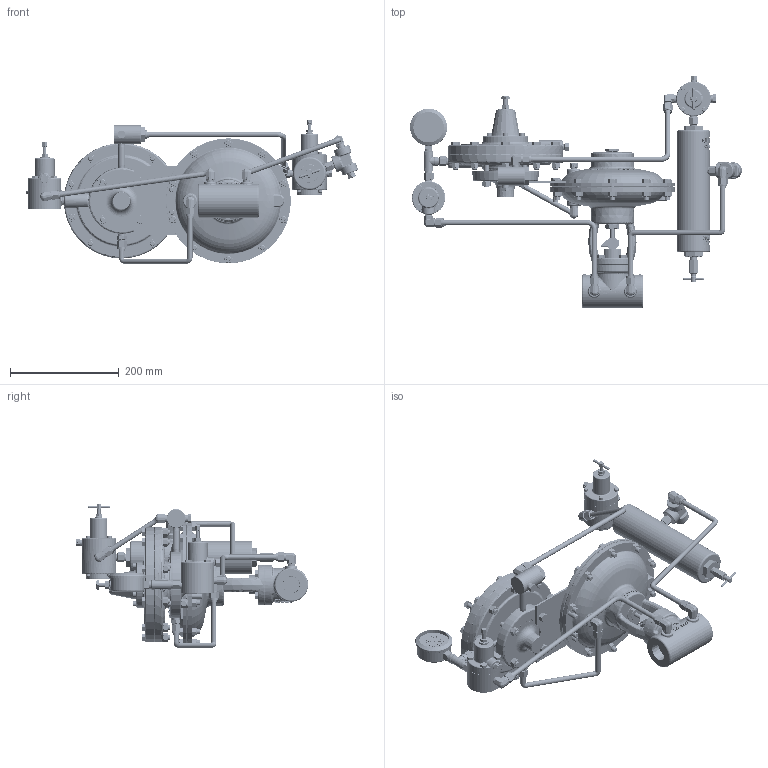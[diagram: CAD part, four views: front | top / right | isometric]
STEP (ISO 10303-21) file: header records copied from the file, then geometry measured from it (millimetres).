
FILE_DESCRIPTION (( 'STEP AP214' ), '1' );
FILE_NAME ('CVS1SMT20OPR-HPPR.STEP', '2022-12-07T16:26:18', ( '' ), ( '' ), 'SwSTEP 2.0', 'SolidWorks 2019', '' );
FILE_SCHEMA (( 'AUTOMOTIVE_DESIGN' ));
Length unit declared in the file: inch
Products named in the file (1): CVS1SMT20OPR-HPPR
Bounding box: 610.16 x 426.9 x 263.6 mm (x, y, z)
Volume: 6035914.8 mm3; surface area: 574873.8 mm2
Topology: 1 solids, 1 shells, 7662 faces, 19648 edges, 12234 vertices
Faces by surface type: plane 3034, bspline 2076, cone 1049, cylinder 980, torus 383, sphere 140
Entity records: 376924 total; most frequent: CARTESIAN_POINT 146228, ORIENTED_EDGE 38992, DIRECTION 28844, EDGE_CURVE 19496, VERTEX_POINT 12234, AXIS2_PLACEMENT_3D 10130, VECTOR 8584, LINE 8584
